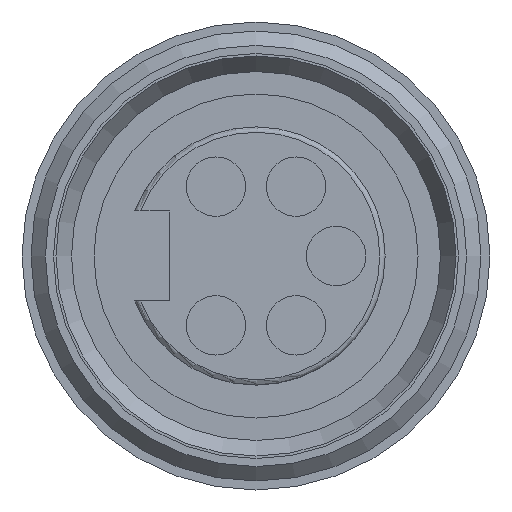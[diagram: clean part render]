
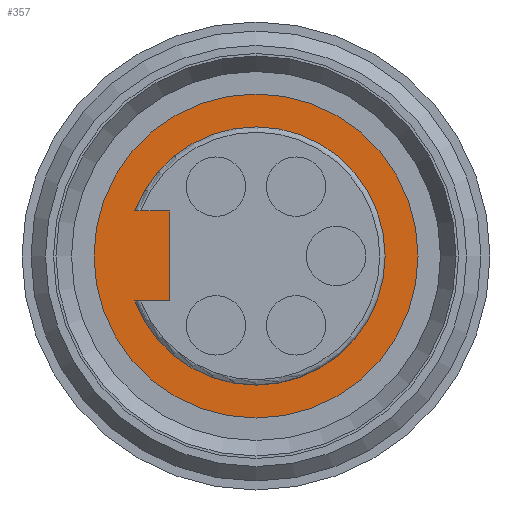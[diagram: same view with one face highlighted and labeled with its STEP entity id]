
A CAD part, front view. The second image highlights one B-rep face of the part: STEP entity #357.
In plain terms, the highlighted planar face has unit normal (0, -1, 0).
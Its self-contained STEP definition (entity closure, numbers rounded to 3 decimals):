
#53=LINE('',#2251,#69);
#54=LINE('',#2253,#70);
#55=LINE('',#2255,#71);
#69=VECTOR('',#1639,1.);
#70=VECTOR('',#1640,1.);
#71=VECTOR('',#1641,1.);
#271=FACE_BOUND('',#582,.T.);
#272=FACE_BOUND('',#583,.T.);
#357=ADVANCED_FACE('',(#271,#272),#391,.T.);
#391=PLANE('',#1286);
#582=EDGE_LOOP('',(#790,#791,#792,#793));
#583=EDGE_LOOP('',(#794));
#790=ORIENTED_EDGE('',*,*,#1022,.F.);
#791=ORIENTED_EDGE('',*,*,#1017,.T.);
#792=ORIENTED_EDGE('',*,*,#1023,.F.);
#793=ORIENTED_EDGE('',*,*,#1024,.F.);
#794=ORIENTED_EDGE('',*,*,#1015,.F.);
#909=VERTEX_POINT('',#2237);
#910=VERTEX_POINT('',#2240);
#911=VERTEX_POINT('',#2242);
#914=VERTEX_POINT('',#2252);
#915=VERTEX_POINT('',#2254);
#1015=EDGE_CURVE('',#909,#909,#1118,.T.);
#1017=EDGE_CURVE('',#911,#910,#1119,.T.);
#1022=EDGE_CURVE('',#911,#914,#53,.T.);
#1023=EDGE_CURVE('',#915,#910,#54,.T.);
#1024=EDGE_CURVE('',#914,#915,#55,.T.);
#1118=CIRCLE('',#1281,9.);
#1119=CIRCLE('',#1283,7.175);
#1281=AXIS2_PLACEMENT_3D('',#2236,#1624,#1625);
#1283=AXIS2_PLACEMENT_3D('',#2241,#1629,#1630);
#1286=AXIS2_PLACEMENT_3D('',#2256,#1642,#1643);
#1624=DIRECTION('',(0.,1.,0.));
#1625=DIRECTION('',(0.,0.,1.));
#1629=DIRECTION('',(0.,1.,0.));
#1630=DIRECTION('',(0.,0.,1.));
#1639=DIRECTION('',(1.,0.,0.));
#1640=DIRECTION('',(-1.,0.,0.));
#1641=DIRECTION('',(0.,0.,-1.));
#1642=DIRECTION('',(0.,-1.,0.));
#1643=DIRECTION('',(0.,0.,1.));
#2236=CARTESIAN_POINT('',(-12.297,-140.,-9.648));
#2237=CARTESIAN_POINT('',(-12.297,-140.,-0.648));
#2240=CARTESIAN_POINT('',(-19.023,-140.,-12.148));
#2241=CARTESIAN_POINT('',(-12.297,-140.,-9.648));
#2242=CARTESIAN_POINT('',(-19.023,-140.,-7.148));
#2251=CARTESIAN_POINT('',(-19.023,-140.,-7.148));
#2252=CARTESIAN_POINT('',(-17.097,-140.,-7.148));
#2253=CARTESIAN_POINT('',(-17.097,-140.,-12.148));
#2254=CARTESIAN_POINT('',(-17.097,-140.,-12.148));
#2255=CARTESIAN_POINT('',(-17.097,-140.,-7.148));
#2256=CARTESIAN_POINT('',(-12.297,-140.,-2.473));
